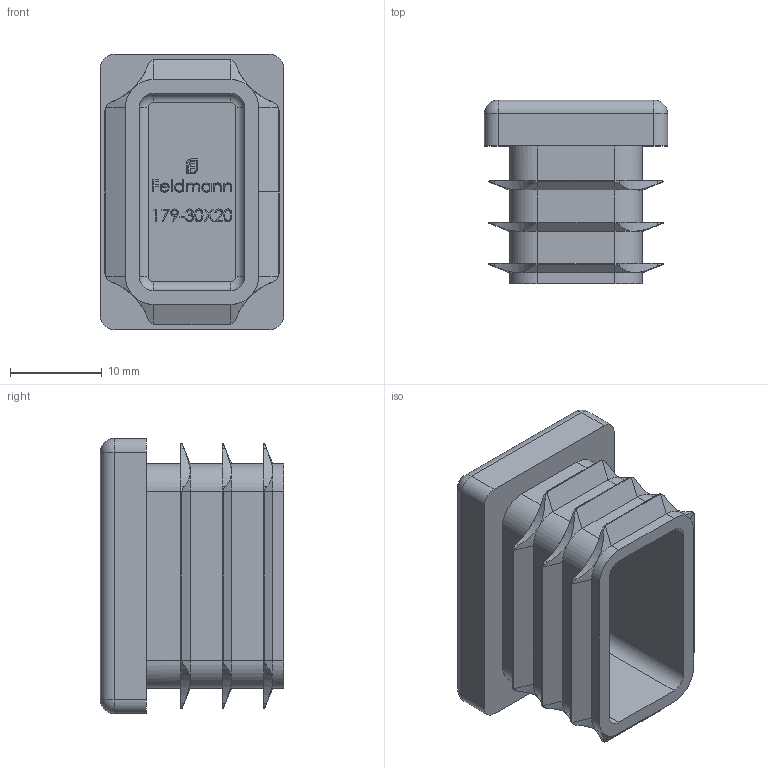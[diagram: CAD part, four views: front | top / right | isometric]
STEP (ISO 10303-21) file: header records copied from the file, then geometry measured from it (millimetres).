
FILE_DESCRIPTION (( 'STEP AP203' ), '1' );
FILE_NAME ('179-30X20.step', '2021-01-25T13:14:51', ( '' ), ( '' ), 'SwSTEP 2.0', 'SolidWorks 2018', '' );
FILE_SCHEMA (( 'CONFIG_CONTROL_DESIGN' ));
Length unit declared in the file: millimetre
Products named in the file (2): 179-30X20
Bounding box: 20 x 20 x 30 mm (x, y, z)
Volume: 4718.5 mm3; surface area: 4346 mm2
Topology: 1 solids, 1 shells, 450 faces, 1196 edges, 770 vertices
Faces by surface type: plane 220, bspline 115, cylinder 83, cone 24, sphere 4, torus 4
Entity records: 19840 total; most frequent: CARTESIAN_POINT 9457, ORIENTED_EDGE 2384, DIRECTION 1683, EDGE_CURVE 1192, VERTEX_POINT 770, VECTOR 675, LINE 675, AXIS2_PLACEMENT_3D 504
